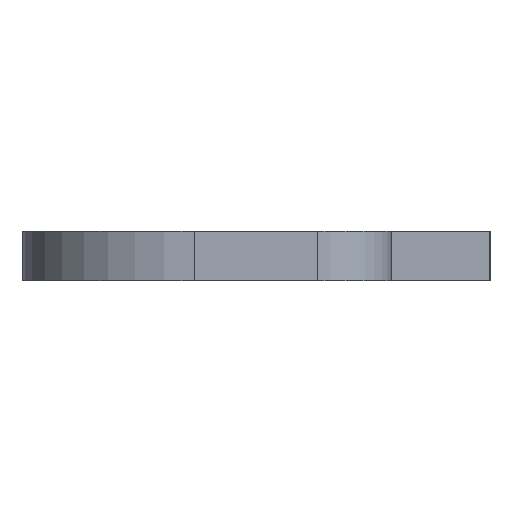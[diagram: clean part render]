
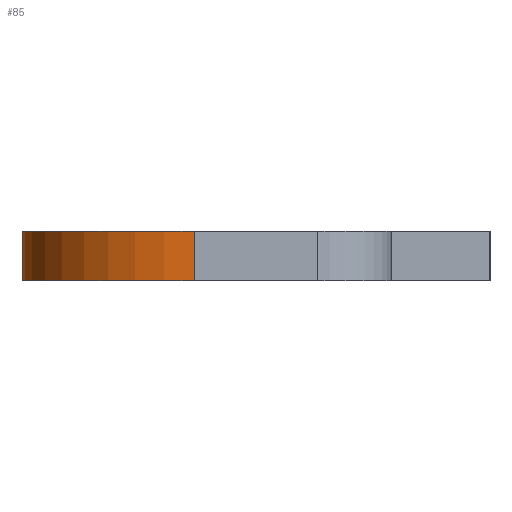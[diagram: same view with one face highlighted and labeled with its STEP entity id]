
A CAD part, left-side view. The second image highlights one B-rep face of the part: STEP entity #85.
In plain terms, the highlighted cylindrical face has radius 3.5 mm (diameter 7 mm), a partial arc.
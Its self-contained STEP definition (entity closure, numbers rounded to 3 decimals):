
#44=CARTESIAN_POINT('',(-36.5,-3.5,0.0));
#45=DIRECTION('',(0.0,0.0,1.0));
#46=DIRECTION('',(-0.707,0.707,0.0));
#47=AXIS2_PLACEMENT_3D('',#44,#45,#46);
#48=CYLINDRICAL_SURFACE('',#47,3.5);
#49=CARTESIAN_POINT('',(-40.0,-3.5,0.5));
#50=VERTEX_POINT('',#49);
#51=CARTESIAN_POINT('',(-36.5,0.,0.5));
#52=VERTEX_POINT('',#51);
#53=CARTESIAN_POINT('',(-36.5,-3.5,0.5));
#54=DIRECTION('',(0.0,0.0,-1.0));
#55=DIRECTION('',(-0.707,0.707,0.0));
#56=AXIS2_PLACEMENT_3D('',#53,#54,#55);
#57=CIRCLE('',#56,3.5);
#58=EDGE_CURVE('',#50,#52,#57,.T.);
#59=ORIENTED_EDGE('',*,*,#58,.T.);
#60=CARTESIAN_POINT('',(-36.5,0.,-0.5));
#61=VERTEX_POINT('',#60);
#62=CARTESIAN_POINT('',(-36.5,0.,0.5));
#63=DIRECTION('',(0.0,0.0,-1.0));
#64=VECTOR('',#63,1.0);
#65=LINE('',#62,#64);
#66=EDGE_CURVE('',#52,#61,#65,.T.);
#67=ORIENTED_EDGE('',*,*,#66,.T.);
#68=CARTESIAN_POINT('',(-40.0,-3.5,-0.5));
#69=VERTEX_POINT('',#68);
#70=CARTESIAN_POINT('',(-36.5,-3.5,-0.5));
#71=DIRECTION('',(0.0,0.0,1.0));
#72=DIRECTION('',(-0.707,0.707,0.0));
#73=AXIS2_PLACEMENT_3D('',#70,#71,#72);
#74=CIRCLE('',#73,3.5);
#75=EDGE_CURVE('',#61,#69,#74,.T.);
#76=ORIENTED_EDGE('',*,*,#75,.T.);
#77=CARTESIAN_POINT('',(-40.0,-3.5,-0.5));
#78=DIRECTION('',(0.0,0.0,1.0));
#79=VECTOR('',#78,1.0);
#80=LINE('',#77,#79);
#81=EDGE_CURVE('',#69,#50,#80,.T.);
#82=ORIENTED_EDGE('',*,*,#81,.T.);
#83=EDGE_LOOP('',(#59,#67,#76,#82));
#84=FACE_OUTER_BOUND('',#83,.T.);
#85=ADVANCED_FACE('',(#84),#48,.T.);
